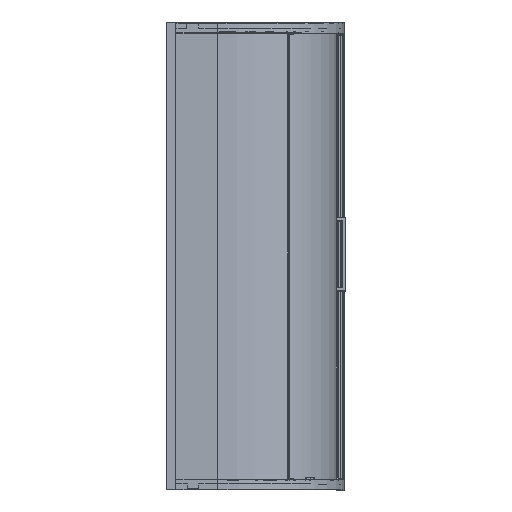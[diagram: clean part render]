
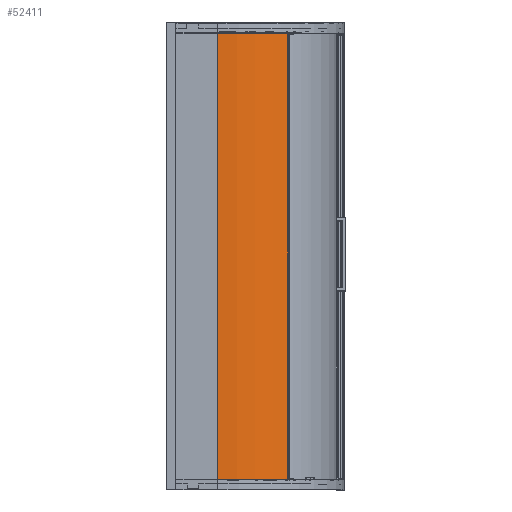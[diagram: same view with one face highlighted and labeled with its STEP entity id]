
A CAD part, top view. The second image highlights one B-rep face of the part: STEP entity #52411.
In plain terms, the highlighted cylindrical face has radius 535.442 mm (diameter 1070.88 mm), a partial arc.
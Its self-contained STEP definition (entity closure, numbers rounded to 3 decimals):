
#4153 = LINE ( 'NONE', #101190, #10505 ) ;
#5697 = LINE ( 'NONE', #23628, #22233 ) ;
#7424 = EDGE_CURVE ( 'NONE', #63727, #62485, #49510, .T. ) ;
#7554 = DIRECTION ( 'NONE',  ( 0., 1., 0. ) ) ;
#8982 = AXIS2_PLACEMENT_3D ( 'NONE', #79337, #62283, #29798 ) ;
#10041 = AXIS2_PLACEMENT_3D ( 'NONE', #34024, #58248, #66411 ) ;
#10505 = VECTOR ( 'NONE', #52765, 1000. ) ;
#10964 = ORIENTED_EDGE ( 'NONE', *, *, #7424, .T. ) ;
#11061 = EDGE_CURVE ( 'NONE', #101201, #89673, #5697, .T. ) ;
#11797 = DIRECTION ( 'NONE',  ( 0., 1., 0. ) ) ;
#13101 = ORIENTED_EDGE ( 'NONE', *, *, #23522, .T. ) ;
#13965 = CARTESIAN_POINT ( 'NONE',  ( 170.093, 42., -8.3 ) ) ;
#16084 = DIRECTION ( 'NONE',  ( 0., 0., -1. ) ) ;
#16539 = EDGE_LOOP ( 'NONE', ( #75142, #55098, #19845, #60636, #13101, #88421, #103068, #22090, #10964 ) ) ;
#17245 = FACE_OUTER_BOUND ( 'NONE', #16539, .T. ) ;
#17664 = CARTESIAN_POINT ( 'NONE',  ( 469.803, 42., -101.27 ) ) ;
#18388 = VERTEX_POINT ( 'NONE', #22935 ) ;
#19845 = ORIENTED_EDGE ( 'NONE', *, *, #79357, .T. ) ;
#20186 = DIRECTION ( 'NONE',  ( 0., 1., 0. ) ) ;
#22090 = ORIENTED_EDGE ( 'NONE', *, *, #100291, .T. ) ;
#22233 = VECTOR ( 'NONE', #7554, 1000. ) ;
#22935 = CARTESIAN_POINT ( 'NONE',  ( 170.093, 42., -8.3 ) ) ;
#23321 = VERTEX_POINT ( 'NONE', #96506 ) ;
#23522 = EDGE_CURVE ( 'NONE', #18388, #101201, #78727, .T. ) ;
#23628 = CARTESIAN_POINT ( 'NONE',  ( 474.742, 42., -104.677 ) ) ;
#25922 = CIRCLE ( 'NONE', #43544, 535.442 ) ;
#29798 = DIRECTION ( 'NONE',  ( 1., 0., 0. ) ) ;
#34024 = CARTESIAN_POINT ( 'NONE',  ( 168.274, 1958., -543.739 ) ) ;
#35329 = CARTESIAN_POINT ( 'NONE',  ( 474.742, 42., -104.677 ) ) ;
#39427 = LINE ( 'NONE', #13965, #67394 ) ;
#41053 = EDGE_CURVE ( 'NONE', #74339, #62485, #78677, .T. ) ;
#41112 = VECTOR ( 'NONE', #11797, 1000. ) ;
#43544 = AXIS2_PLACEMENT_3D ( 'NONE', #56308, #89474, #16084 ) ;
#44759 = DIRECTION ( 'NONE',  ( 1., 0., 0. ) ) ;
#45630 = CARTESIAN_POINT ( 'NONE',  ( 469.803, 1952., -101.27 ) ) ;
#45684 = EDGE_CURVE ( 'NONE', #89673, #23321, #62757, .T. ) ;
#46484 = CYLINDRICAL_SURFACE ( 'NONE', #8982, 535.442 ) ;
#49510 = LINE ( 'NONE', #17664, #89023 ) ;
#51789 = CARTESIAN_POINT ( 'NONE',  ( 474.742, 1952., -104.677 ) ) ;
#52411 = ADVANCED_FACE ( 'NONE', ( #17245 ), #46484, .T. ) ;
#52765 = DIRECTION ( 'NONE',  ( 0., 1., 0. ) ) ;
#53453 = EDGE_CURVE ( 'NONE', #74339, #67116, #4153, .T. ) ;
#55098 = ORIENTED_EDGE ( 'NONE', *, *, #53453, .T. ) ;
#56308 = CARTESIAN_POINT ( 'NONE',  ( 168.274, 49., -543.739 ) ) ;
#58248 = DIRECTION ( 'NONE',  ( 0., -1., 0. ) ) ;
#60636 = ORIENTED_EDGE ( 'NONE', *, *, #69206, .T. ) ;
#62283 = DIRECTION ( 'NONE',  ( 0., -1., 0. ) ) ;
#62485 = VERTEX_POINT ( 'NONE', #45630 ) ;
#62757 = LINE ( 'NONE', #35329, #41112 ) ;
#63727 = VERTEX_POINT ( 'NONE', #75073 ) ;
#66389 = AXIS2_PLACEMENT_3D ( 'NONE', #71365, #88080, #96331 ) ;
#66411 = DIRECTION ( 'NONE',  ( 1., 0., 0. ) ) ;
#66786 = DIRECTION ( 'NONE',  ( 0., 1., 0. ) ) ;
#67116 = VERTEX_POINT ( 'NONE', #105477 ) ;
#67394 = VECTOR ( 'NONE', #80178, 1000. ) ;
#69206 = EDGE_CURVE ( 'NONE', #101697, #18388, #39427, .T. ) ;
#71365 = CARTESIAN_POINT ( 'NONE',  ( 168.274, 1952., -543.739 ) ) ;
#74339 = VERTEX_POINT ( 'NONE', #51789 ) ;
#75073 = CARTESIAN_POINT ( 'NONE',  ( 469.803, 49., -101.27 ) ) ;
#75142 = ORIENTED_EDGE ( 'NONE', *, *, #41053, .F. ) ;
#78677 = CIRCLE ( 'NONE', #66389, 535.442 ) ;
#78727 = CIRCLE ( 'NONE', #105082, 535.442 ) ;
#79337 = CARTESIAN_POINT ( 'NONE',  ( 168.274, 42., -543.739 ) ) ;
#79357 = EDGE_CURVE ( 'NONE', #67116, #101697, #96330, .T. ) ;
#80178 = DIRECTION ( 'NONE',  ( 0., -1., 0. ) ) ;
#81736 = CARTESIAN_POINT ( 'NONE',  ( 474.742, 42., -104.677 ) ) ;
#84468 = CARTESIAN_POINT ( 'NONE',  ( 170.093, 1958., -8.3 ) ) ;
#88080 = DIRECTION ( 'NONE',  ( 0., -1., 0. ) ) ;
#88421 = ORIENTED_EDGE ( 'NONE', *, *, #11061, .T. ) ;
#89023 = VECTOR ( 'NONE', #66786, 1000. ) ;
#89474 = DIRECTION ( 'NONE',  ( 0., -1., 0. ) ) ;
#89673 = VERTEX_POINT ( 'NONE', #90889 ) ;
#90889 = CARTESIAN_POINT ( 'NONE',  ( 474.742, 48.7, -104.677 ) ) ;
#93892 = CARTESIAN_POINT ( 'NONE',  ( 168.274, 42., -543.739 ) ) ;
#96330 = CIRCLE ( 'NONE', #10041, 535.442 ) ;
#96331 = DIRECTION ( 'NONE',  ( 0., 0., -1. ) ) ;
#96506 = CARTESIAN_POINT ( 'NONE',  ( 474.742, 49., -104.677 ) ) ;
#100291 = EDGE_CURVE ( 'NONE', #23321, #63727, #25922, .T. ) ;
#101190 = CARTESIAN_POINT ( 'NONE',  ( 474.742, 42., -104.677 ) ) ;
#101201 = VERTEX_POINT ( 'NONE', #81736 ) ;
#101697 = VERTEX_POINT ( 'NONE', #84468 ) ;
#103068 = ORIENTED_EDGE ( 'NONE', *, *, #45684, .T. ) ;
#105082 = AXIS2_PLACEMENT_3D ( 'NONE', #93892, #20186, #44759 ) ;
#105477 = CARTESIAN_POINT ( 'NONE',  ( 474.742, 1958., -104.677 ) ) ;
